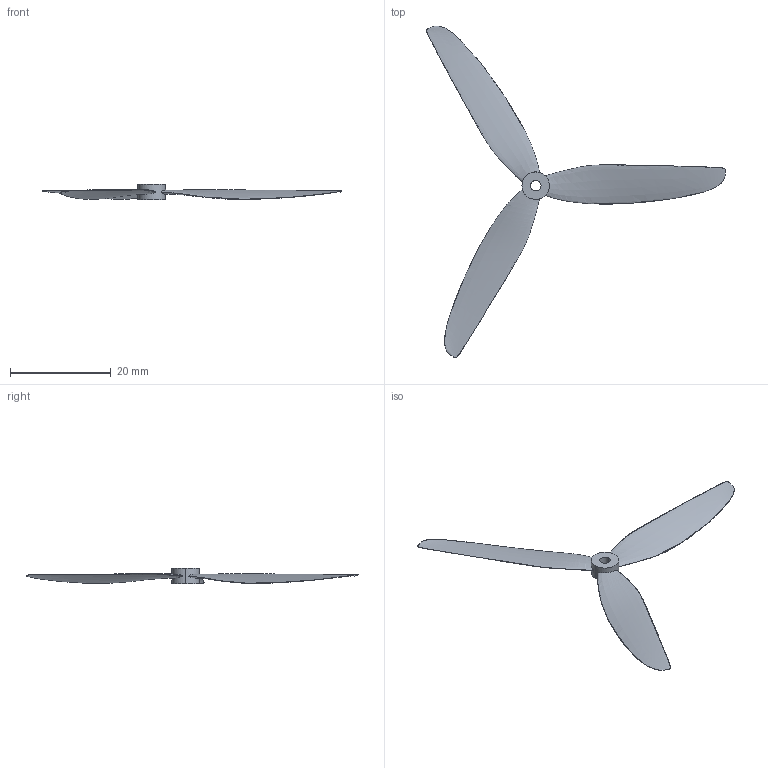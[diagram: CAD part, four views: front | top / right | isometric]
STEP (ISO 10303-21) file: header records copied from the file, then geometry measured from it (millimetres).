
FILE_DESCRIPTION (( 'STEP AP214' ), '1' );
FILE_NAME ('FanStep.STEP', '2019-11-23T19:15:04', ( '' ), ( '' ), 'SwSTEP 2.0', 'SolidWorks 2019', '' );
FILE_SCHEMA (( 'AUTOMOTIVE_DESIGN' ));
Length unit declared in the file: millimetre
Products named in the file (1): FanStep
Bounding box: 59.31 x 65.89 x 3.04 mm (x, y, z)
Volume: 292.9 mm3; surface area: 1494.4 mm2
Topology: 1 solids, 1 shells, 12 faces, 33 edges, 19 vertices
Faces by surface type: bspline 6, cylinder 4, plane 2
Entity records: 2607 total; most frequent: CARTESIAN_POINT 2199, ORIENTED_EDGE 54, DIRECTION 35, EDGE_CURVE 27, VERTEX_POINT 19, EDGE_LOOP 16, UNCERTAINTY_MEASURE_WITH_UNIT 15, AXIS2_PLACEMENT_3D 15
